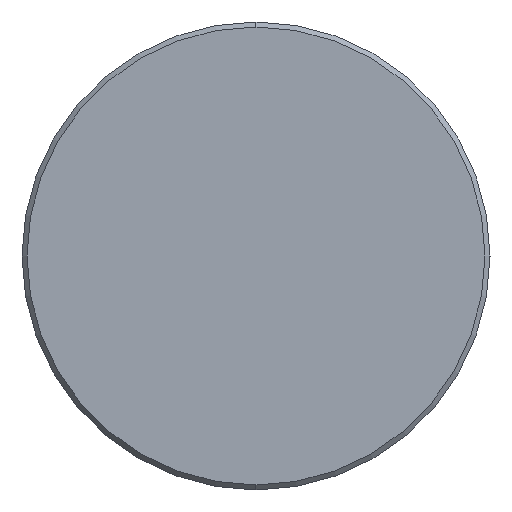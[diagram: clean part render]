
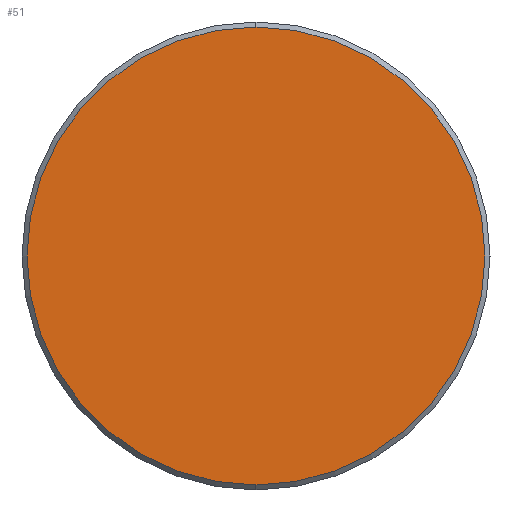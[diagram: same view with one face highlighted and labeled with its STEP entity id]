
A CAD part, left-side view. The second image highlights one B-rep face of the part: STEP entity #51.
In plain terms, the highlighted planar face has unit normal (-1, 0, 0).
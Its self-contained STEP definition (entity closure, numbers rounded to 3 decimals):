
#19 = CIRCLE ( 'NONE', #593, 13.7 ) ;
#37 = CARTESIAN_POINT ( 'NONE',  ( 0., 0., 0. ) ) ;
#38 = PLANE ( 'NONE',  #753 ) ;
#51 = ADVANCED_FACE ( 'NONE', ( #789 ), #38, .F. ) ;
#76 = EDGE_CURVE ( 'NONE', #633, #508, #512, .T. ) ;
#106 = DIRECTION ( 'NONE',  ( -1., 0., 0. ) ) ;
#111 = CARTESIAN_POINT ( 'NONE',  ( 0., 0., 13.7 ) ) ;
#112 = CARTESIAN_POINT ( 'NONE',  ( 0., 0., 0. ) ) ;
#134 = AXIS2_PLACEMENT_3D ( 'NONE', #239, #106, #750 ) ;
#181 = DIRECTION ( 'NONE',  ( 0., 0., 1. ) ) ;
#239 = CARTESIAN_POINT ( 'NONE',  ( 0., 0., 0. ) ) ;
#251 = DIRECTION ( 'NONE',  ( 1., 0., 0. ) ) ;
#287 = CARTESIAN_POINT ( 'NONE',  ( 0., 0., -13.7 ) ) ;
#356 = EDGE_LOOP ( 'NONE', ( #552, #473 ) ) ;
#473 = ORIENTED_EDGE ( 'NONE', *, *, #76, .T. ) ;
#490 = DIRECTION ( 'NONE',  ( -1., 0., 0. ) ) ;
#508 = VERTEX_POINT ( 'NONE', #287 ) ;
#512 = CIRCLE ( 'NONE', #134, 13.7 ) ;
#552 = ORIENTED_EDGE ( 'NONE', *, *, #698, .T. ) ;
#593 = AXIS2_PLACEMENT_3D ( 'NONE', #37, #490, #181 ) ;
#633 = VERTEX_POINT ( 'NONE', #111 ) ;
#698 = EDGE_CURVE ( 'NONE', #508, #633, #19, .T. ) ;
#750 = DIRECTION ( 'NONE',  ( 0., 0., 1. ) ) ;
#753 = AXIS2_PLACEMENT_3D ( 'NONE', #112, #251, #754 ) ;
#754 = DIRECTION ( 'NONE',  ( 0., 0., -1. ) ) ;
#789 = FACE_OUTER_BOUND ( 'NONE', #356, .T. ) ;
